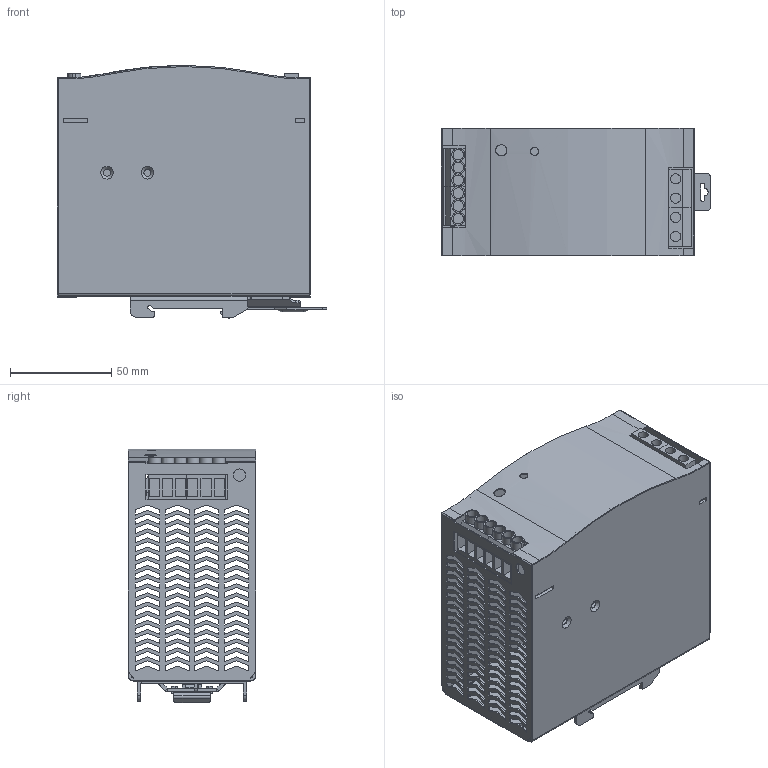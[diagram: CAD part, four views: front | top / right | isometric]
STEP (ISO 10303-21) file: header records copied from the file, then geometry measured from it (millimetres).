
FILE_DESCRIPTION(/* description */ (''),/* implementation_level */ '2;1');
FILE_NAME(/* name */ 'MTR240.stp',/* time_stamp */ '2023-07-21T15:03:31+08:00',/* author */ (''),/* organization */ (''),/* preprocessor_version */ 'ST-DEVELOPER v19.3',/* originating_system */ 'SIEMENS PLM Software NX2212.3001',/* authorisation */ '');
FILE_SCHEMA (('AP203_CONFIGURATION_CONTROLLED_3D_DESIGN_OF_MECHANICAL_PARTS_AND_ASSEMBLIES_MIM_LF { 1 0 10303 403 2 1 2}'));
Length unit declared in the file: millimetre
Products named in the file (9): A04WJFWTH000007_223909ID; A04WJAZP0000009; A02SJKK00000008; MTR240-P04 3pin端子; MTR240 2P端子; MTR240上盖; MTR240下盖; MQR240-A01安装片装配; MTR240
Assembly tree (10 placements, depth 3):
  MTR240
    MTR240下盖
    MTR240上盖
    MQR240-A01安装片装配
      A02SJKK00000008
      A04WJAZP0000009
      A04WJFWTH000007_223909ID
    MTR240 2P端子  x2
    MTR240-P04 3pin端子  x2
Bounding box: 133.25 x 63 x 125.26 mm (x, y, z)
Volume: 83936.9 mm3; surface area: 128136.3 mm2
Topology: 9 solids, 9 shells, 1538 faces, 4413 edges, 2918 vertices
Faces by surface type: plane 1277, cylinder 218, bspline 19, cone 13, sphere 4, torus 4, extrusion 3
Full cylindrical faces by diameter (mm): 2.4 x2, 3.5 x21, 5 x4, 5.2 x6, 6 x2
Entity records: 53396 total; most frequent: CARTESIAN_POINT 12953, ORIENTED_EDGE 8402, DIRECTION 7518, EDGE_CURVE 4201, VECTOR 3710, LINE 3707, VERTEX_POINT 2812, EDGE_LOOP 1923
